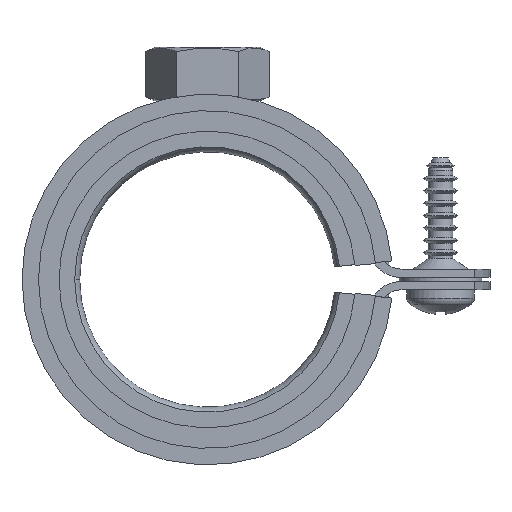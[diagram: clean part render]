
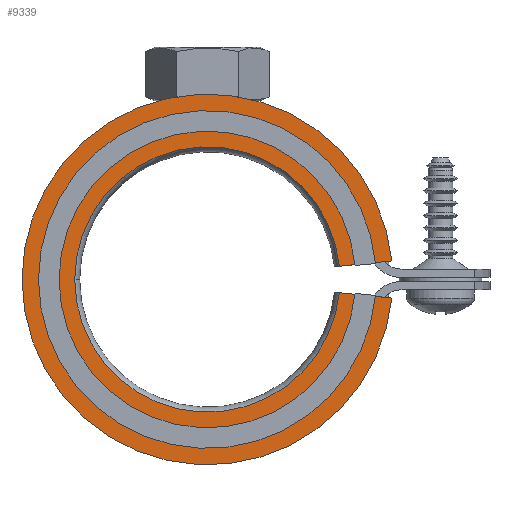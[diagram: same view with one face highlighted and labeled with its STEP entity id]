
A CAD part, front view. The second image highlights one B-rep face of the part: STEP entity #9339.
In plain terms, the highlighted face is planar.
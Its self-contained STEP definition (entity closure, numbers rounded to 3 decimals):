
#8190=CARTESIAN_POINT('',(156.897,128.638,9.0));
#8191=VERTEX_POINT('',#8190);
#8198=CARTESIAN_POINT('',(189.017,127.028,9.0));
#8199=VERTEX_POINT('',#8198);
#8200=CARTESIAN_POINT('',(172.997,128.638,9.0));
#8201=DIRECTION('',(0.0,0.0,1.0));
#8202=DIRECTION('',(1.0,0.0,0.0));
#8203=AXIS2_PLACEMENT_3D('',#8200,#8201,#8202);
#8204=CIRCLE('',#8203,16.1);
#8205=EDGE_CURVE('',#8191,#8199,#8204,.T.);
#8230=CARTESIAN_POINT('',(150.497,128.638,9.0));
#8231=VERTEX_POINT('',#8230);
#8240=CARTESIAN_POINT('',(195.385,130.888,9.0));
#8241=VERTEX_POINT('',#8240);
#8242=CARTESIAN_POINT('',(172.997,128.638,9.0));
#8243=DIRECTION('',(0.0,0.0,1.0));
#8244=DIRECTION('',(1.0,0.0,0.0));
#8245=AXIS2_PLACEMENT_3D('',#8242,#8243,#8244);
#8246=CIRCLE('',#8245,22.5);
#8247=EDGE_CURVE('',#8241,#8231,#8246,.T.);
#9290=CARTESIAN_POINT('',(195.385,126.388,9.0));
#9291=VERTEX_POINT('',#9290);
#9298=CARTESIAN_POINT('',(172.997,128.638,9.0));
#9299=DIRECTION('',(0.0,0.0,1.0));
#9300=DIRECTION('',(1.0,0.0,0.0));
#9301=AXIS2_PLACEMENT_3D('',#9298,#9299,#9300);
#9302=CIRCLE('',#9301,22.5);
#9303=EDGE_CURVE('',#8231,#9291,#9302,.T.);
#9308=CARTESIAN_POINT('',(192.201,130.568,9.0));
#9309=DIRECTION('',(0.0,0.0,1.0));
#9310=DIRECTION('',(1.0,0.0,0.0));
#9311=AXIS2_PLACEMENT_3D('',#9308,#9309,#9310);
#9312=PLANE('',#9311);
#9313=CARTESIAN_POINT('',(195.385,126.388,9.0));
#9314=DIRECTION('',(-0.995,0.1,0.0));
#9315=VECTOR('',#9314,6.4);
#9316=LINE('',#9313,#9315);
#9317=EDGE_CURVE('',#9291,#8199,#9316,.T.);
#9318=ORIENTED_EDGE('',*,*,#9317,.T.);
#9319=ORIENTED_EDGE('',*,*,#8205,.F.);
#9320=CARTESIAN_POINT('',(189.017,130.248,9.0));
#9321=VERTEX_POINT('',#9320);
#9322=CARTESIAN_POINT('',(172.997,128.638,9.0));
#9323=DIRECTION('',(0.0,0.0,1.0));
#9324=DIRECTION('',(1.0,0.0,0.0));
#9325=AXIS2_PLACEMENT_3D('',#9322,#9323,#9324);
#9326=CIRCLE('',#9325,16.1);
#9327=EDGE_CURVE('',#9321,#8191,#9326,.T.);
#9328=ORIENTED_EDGE('',*,*,#9327,.F.);
#9329=CARTESIAN_POINT('',(195.385,130.888,9.0));
#9330=DIRECTION('',(-0.995,-0.1,0.0));
#9331=VECTOR('',#9330,6.4);
#9332=LINE('',#9329,#9331);
#9333=EDGE_CURVE('',#8241,#9321,#9332,.T.);
#9334=ORIENTED_EDGE('',*,*,#9333,.F.);
#9335=ORIENTED_EDGE('',*,*,#8247,.T.);
#9336=ORIENTED_EDGE('',*,*,#9303,.T.);
#9337=EDGE_LOOP('',(#9318,#9319,#9328,#9334,#9335,#9336));
#9338=FACE_OUTER_BOUND('',#9337,.T.);
#9339=ADVANCED_FACE('',(#9338),#9312,.T.);
